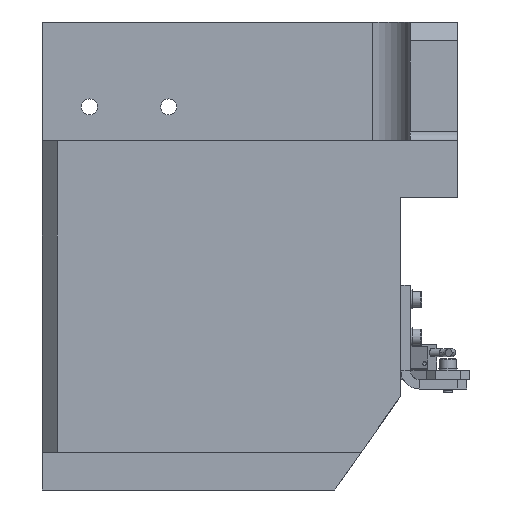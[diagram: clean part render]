
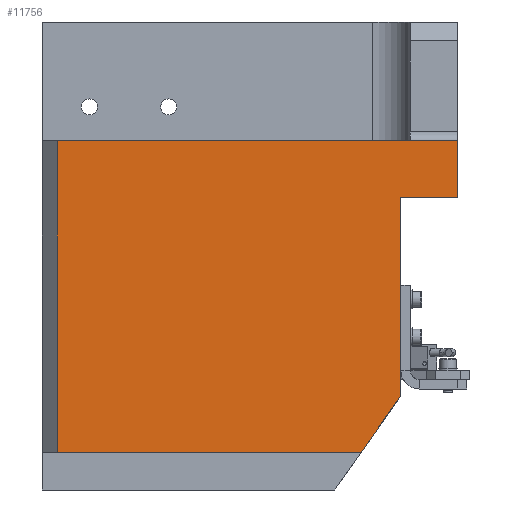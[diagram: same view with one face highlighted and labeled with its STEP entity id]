
A CAD part, front view. The second image highlights one B-rep face of the part: STEP entity #11756.
In plain terms, the highlighted planar face has unit normal (0, -1, 0).
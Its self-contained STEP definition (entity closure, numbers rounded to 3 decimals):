
#5 = EDGE_CURVE ( 'NONE', #11361, #15968, #12514, .T. ) ;
#176 = EDGE_CURVE ( 'NONE', #5211, #2121, #12484, .T. ) ;
#600 = VECTOR ( 'NONE', #15416, 1000. ) ;
#735 = VECTOR ( 'NONE', #7293, 1000. ) ;
#1176 = VERTEX_POINT ( 'NONE', #9478 ) ;
#1430 = FACE_OUTER_BOUND ( 'NONE', #7955, .T. ) ;
#1704 = PLANE ( 'NONE',  #4928 ) ;
#1890 = VECTOR ( 'NONE', #5838, 1000. ) ;
#1962 = VECTOR ( 'NONE', #6764, 1000. ) ;
#1968 = EDGE_CURVE ( 'NONE', #2121, #14564, #15239, .T. ) ;
#1984 = CARTESIAN_POINT ( 'NONE',  ( 140., -90., 92.5 ) ) ;
#2121 = VERTEX_POINT ( 'NONE', #6756 ) ;
#2215 = CARTESIAN_POINT ( 'NONE',  ( 110., -90., 414.023 ) ) ;
#2507 = DIRECTION ( 'NONE',  ( -1., 0., 0. ) ) ;
#2950 = CARTESIAN_POINT ( 'NONE',  ( 110., -90., 62.5 ) ) ;
#2952 = EDGE_CURVE ( 'NONE', #10687, #1176, #10242, .T. ) ;
#3296 = CARTESIAN_POINT ( 'NONE',  ( 140., -90., 62.5 ) ) ;
#3701 = LINE ( 'NONE', #16264, #1890 ) ;
#4258 = DIRECTION ( 'NONE',  ( 1., 0., 0. ) ) ;
#4556 = ORIENTED_EDGE ( 'NONE', *, *, #2952, .T. ) ;
#4928 = AXIS2_PLACEMENT_3D ( 'NONE', #11998, #5454, #4258 ) ;
#5069 = ORIENTED_EDGE ( 'NONE', *, *, #13460, .T. ) ;
#5211 = VERTEX_POINT ( 'NONE', #16534 ) ;
#5454 = DIRECTION ( 'NONE',  ( 0., -1., 0. ) ) ;
#5706 = ORIENTED_EDGE ( 'NONE', *, *, #5, .F. ) ;
#5838 = DIRECTION ( 'NONE',  ( 0., 0., -1. ) ) ;
#6241 = LINE ( 'NONE', #2215, #735 ) ;
#6423 = CARTESIAN_POINT ( 'NONE',  ( 140., -90., 62.5 ) ) ;
#6756 = CARTESIAN_POINT ( 'NONE',  ( 89., -90., -72.5 ) ) ;
#6764 = DIRECTION ( 'NONE',  ( 0., 0., 1. ) ) ;
#7293 = DIRECTION ( 'NONE',  ( 0., 0., -1. ) ) ;
#7595 = EDGE_CURVE ( 'NONE', #1176, #5211, #3701, .T. ) ;
#7955 = EDGE_LOOP ( 'NONE', ( #9518, #16124, #15382, #5706, #5069, #4556, #13087 ) ) ;
#8847 = CARTESIAN_POINT ( 'NONE',  ( 140., -90., 92.5 ) ) ;
#9478 = CARTESIAN_POINT ( 'NONE',  ( -72., -90., 92.5 ) ) ;
#9518 = ORIENTED_EDGE ( 'NONE', *, *, #176, .T. ) ;
#10242 = LINE ( 'NONE', #8847, #16601 ) ;
#10687 = VERTEX_POINT ( 'NONE', #1984 ) ;
#11361 = VERTEX_POINT ( 'NONE', #3296 ) ;
#11433 = CARTESIAN_POINT ( 'NONE',  ( 96.376, -90., -61.963 ) ) ;
#11465 = VECTOR ( 'NONE', #11575, 1000. ) ;
#11515 = DIRECTION ( 'NONE',  ( -1., 0., 0. ) ) ;
#11575 = DIRECTION ( 'NONE',  ( 1., 0., 0. ) ) ;
#11756 = ADVANCED_FACE ( 'NONE', ( #1430 ), #1704, .T. ) ;
#11998 = CARTESIAN_POINT ( 'NONE',  ( 140., -90., -92.5 ) ) ;
#12003 = CARTESIAN_POINT ( 'NONE',  ( 140., -90., -92.5 ) ) ;
#12484 = LINE ( 'NONE', #13971, #11465 ) ;
#12514 = LINE ( 'NONE', #6423, #15607 ) ;
#13087 = ORIENTED_EDGE ( 'NONE', *, *, #7595, .T. ) ;
#13460 = EDGE_CURVE ( 'NONE', #11361, #10687, #14946, .T. ) ;
#13971 = CARTESIAN_POINT ( 'NONE',  ( -80., -90., -72.5 ) ) ;
#14442 = CARTESIAN_POINT ( 'NONE',  ( 110., -90., -42.5 ) ) ;
#14564 = VERTEX_POINT ( 'NONE', #14442 ) ;
#14946 = LINE ( 'NONE', #12003, #1962 ) ;
#15239 = LINE ( 'NONE', #11433, #600 ) ;
#15382 = ORIENTED_EDGE ( 'NONE', *, *, #16143, .F. ) ;
#15416 = DIRECTION ( 'NONE',  ( 0.573, 0., 0.819 ) ) ;
#15607 = VECTOR ( 'NONE', #2507, 1000. ) ;
#15968 = VERTEX_POINT ( 'NONE', #2950 ) ;
#16124 = ORIENTED_EDGE ( 'NONE', *, *, #1968, .T. ) ;
#16143 = EDGE_CURVE ( 'NONE', #15968, #14564, #6241, .T. ) ;
#16264 = CARTESIAN_POINT ( 'NONE',  ( -72., -90., -92.5 ) ) ;
#16534 = CARTESIAN_POINT ( 'NONE',  ( -72., -90., -72.5 ) ) ;
#16601 = VECTOR ( 'NONE', #11515, 1000. ) ;
